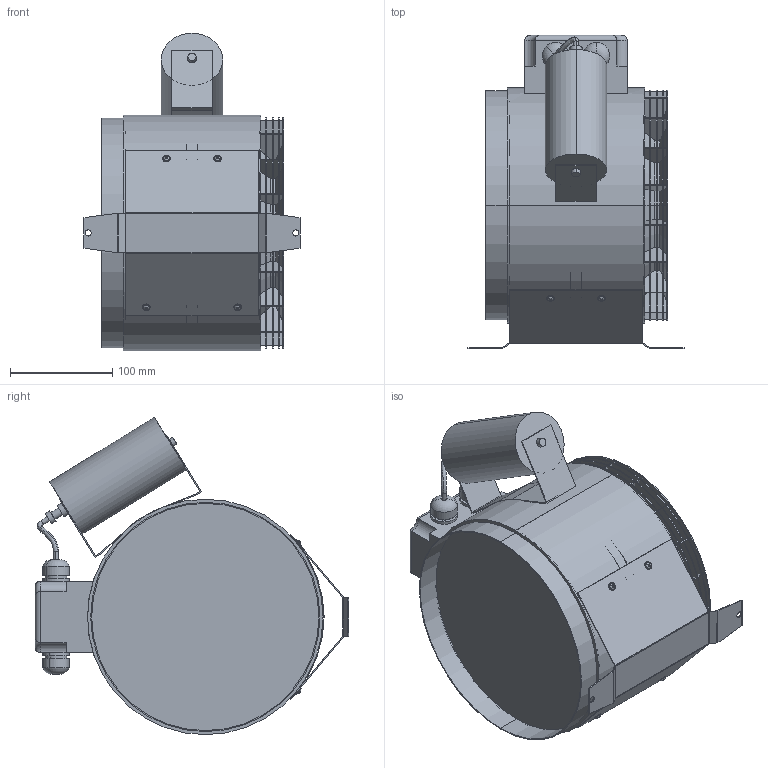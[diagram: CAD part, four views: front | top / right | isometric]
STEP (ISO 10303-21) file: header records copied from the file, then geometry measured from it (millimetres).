
FILE_DESCRIPTION (( 'STEP AP214' ), '1' );
FILE_NAME ('ERM_22-E.IGS.STEP', '2009-05-25T15:26:46', ( 'Wolfgang Schmidt' ), ( 'WS-KO' ), 'SwSTEP 2.0', 'SolidWorks 2008', '' );
FILE_SCHEMA (( 'AUTOMOTIVE_DESIGN' ));
Length unit declared in the file: millimetre
Products named in the file (6): ERM_Rohrventilator_ERM-22-E; Verschraubung_Maico; Cross PH Tapping 968_DIN_Screw DIN 968-ST2.9x6.5-C-H-N; ERM_Befestigungsfuss_ERM-22-E; Halteblech_mit_Ko_ERM-22-E; ERM_22-E.IGS
Assembly tree (10 placements, depth 2):
  ERM_22-E.IGS
    Verschraubung_Maico  x3
    Halteblech_mit_Ko_ERM-22-E
    ERM_Befestigungsfuss_ERM-22-E
    ERM_Rohrventilator_ERM-22-E
    Cross PH Tapping 968_DIN_Screw DIN 968-ST2.9x6.5-C-H-N  x4
Bounding box: 211 x 306 x 310 mm (x, y, z)
Volume: 1061295.4 mm3; surface area: 732453.6 mm2
Topology: 30 solids, 31 shells, 610 faces, 1444 edges, 918 vertices
Faces by surface type: plane 368, cylinder 172, cone 42, torus 18, sphere 8, bspline 2
Entity records: 15289 total; most frequent: CARTESIAN_POINT 3071, DIRECTION 2534, ORIENTED_EDGE 2360, EDGE_CURVE 1180, AXIS2_PLACEMENT_3D 894, VERTEX_POINT 751, VECTOR 746, LINE 746
